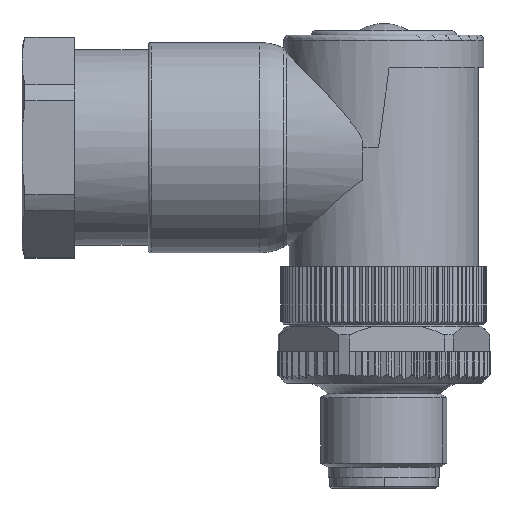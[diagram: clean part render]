
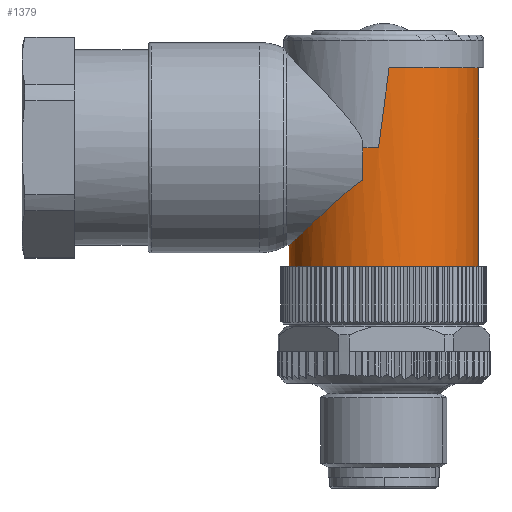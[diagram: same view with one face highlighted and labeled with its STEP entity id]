
A CAD part, left-side view. The second image highlights one B-rep face of the part: STEP entity #1379.
In plain terms, the highlighted cylindrical face has radius 9 mm (diameter 18 mm), a partial arc.
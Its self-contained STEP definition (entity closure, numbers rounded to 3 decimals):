
#1089=AXIS2_PLACEMENT_3D('Circle Axis2P3D',#1087,#1088,$) ;
#1346=AXIS2_PLACEMENT_3D('Cylinder Axis2P3D',#1343,#1344,#1345) ;
#1364=AXIS2_PLACEMENT_3D('Circle Axis2P3D',#1362,#1363,$) ;
#957=CARTESIAN_POINT('Vertex',(10.094,19.092,23.1)) ;
#961=CARTESIAN_POINT('Control Point',(10.094,19.092,23.1)) ;
#962=CARTESIAN_POINT('Control Point',(8.703,19.092,23.1)) ;
#963=CARTESIAN_POINT('Control Point',(7.336,18.807,23.36)) ;
#964=CARTESIAN_POINT('Control Point',(6.089,18.286,23.863)) ;
#965=CARTESIAN_POINT('Control Point',(5.027,17.622,24.518)) ;
#966=CARTESIAN_POINT('Control Point',(4.145,16.845,25.251)) ;
#967=CARTESIAN_POINT('Vertex',(4.145,16.845,25.251)) ;
#971=CARTESIAN_POINT('Control Point',(4.145,16.845,25.251)) ;
#972=CARTESIAN_POINT('Control Point',(3.41,16.197,25.864)) ;
#973=CARTESIAN_POINT('Control Point',(2.815,15.463,26.551)) ;
#974=CARTESIAN_POINT('Control Point',(2.349,14.677,27.251)) ;
#975=CARTESIAN_POINT('Vertex',(2.349,14.677,27.251)) ;
#979=CARTESIAN_POINT('Control Point',(2.349,14.677,27.251)) ;
#980=CARTESIAN_POINT('Control Point',(1.999,14.085,27.778)) ;
#981=CARTESIAN_POINT('Control Point',(1.706,13.47,28.323)) ;
#982=CARTESIAN_POINT('Control Point',(1.483,12.81,28.853)) ;
#983=CARTESIAN_POINT('Control Point',(1.319,12.092,29.319)) ;
#984=CARTESIAN_POINT('Vertex',(1.319,12.092,29.319)) ;
#1013=CARTESIAN_POINT('Vertex',(1.319,12.092,32.4)) ;
#1016=CARTESIAN_POINT('Line Origine',(1.319,12.092,30.86)) ;
#1034=CARTESIAN_POINT('Control Point',(1.319,12.092,32.4)) ;
#1035=CARTESIAN_POINT('Control Point',(1.252,11.796,32.4)) ;
#1036=CARTESIAN_POINT('Control Point',(1.197,11.498,32.4)) ;
#1037=CARTESIAN_POINT('Control Point',(1.154,11.196,32.4)) ;
#1038=CARTESIAN_POINT('Control Point',(1.125,10.894,32.4)) ;
#1039=CARTESIAN_POINT('Control Point',(1.108,10.592,32.4)) ;
#1040=CARTESIAN_POINT('Vertex',(1.108,10.592,32.4)) ;
#1061=CARTESIAN_POINT('Control Point',(1.108,9.592,40.)) ;
#1062=CARTESIAN_POINT('Control Point',(1.097,9.792,38.481)) ;
#1063=CARTESIAN_POINT('Control Point',(1.091,9.992,36.96)) ;
#1064=CARTESIAN_POINT('Control Point',(1.091,10.192,35.44)) ;
#1065=CARTESIAN_POINT('Control Point',(1.097,10.392,33.919)) ;
#1066=CARTESIAN_POINT('Control Point',(1.108,10.592,32.4)) ;
#1067=CARTESIAN_POINT('Vertex',(1.108,9.592,40.)) ;
#1087=CARTESIAN_POINT('Axis2P3D Location',(10.094,10.092,40.)) ;
#1091=CARTESIAN_POINT('Vertex',(10.094,1.092,40.)) ;
#1343=CARTESIAN_POINT('Axis2P3D Location',(10.094,10.092,18.)) ;
#1348=CARTESIAN_POINT('Line Origine',(10.094,1.092,18.)) ;
#1352=CARTESIAN_POINT('Vertex',(10.094,1.092,21.1)) ;
#1355=CARTESIAN_POINT('Line Origine',(10.094,19.092,18.)) ;
#1359=CARTESIAN_POINT('Vertex',(10.094,19.092,21.1)) ;
#1362=CARTESIAN_POINT('Axis2P3D Location',(10.094,10.092,21.1)) ;
#1017=DIRECTION('Vector Direction',(0.,0.,1.)) ;
#1088=DIRECTION('Axis2P3D Direction',(-0.,0.,-1.)) ;
#1344=DIRECTION('Axis2P3D Direction',(0.,-0.,1.)) ;
#1345=DIRECTION('Axis2P3D XDirection',(0.,1.,0.)) ;
#1349=DIRECTION('Vector Direction',(0.,0.,1.)) ;
#1356=DIRECTION('Vector Direction',(0.,0.,1.)) ;
#1363=DIRECTION('Axis2P3D Direction',(0.,-0.,1.)) ;
#1018=VECTOR('Line Direction',#1017,1.) ;
#1350=VECTOR('Line Direction',#1349,1.) ;
#1357=VECTOR('Line Direction',#1356,1.) ;
#1368=ORIENTED_EDGE('',*,*,#1354,.T.) ;
#1369=ORIENTED_EDGE('',*,*,#1093,.T.) ;
#1370=ORIENTED_EDGE('',*,*,#1069,.T.) ;
#1371=ORIENTED_EDGE('',*,*,#1042,.F.) ;
#1372=ORIENTED_EDGE('',*,*,#1020,.F.) ;
#1373=ORIENTED_EDGE('',*,*,#986,.F.) ;
#1374=ORIENTED_EDGE('',*,*,#977,.F.) ;
#1375=ORIENTED_EDGE('',*,*,#969,.F.) ;
#1376=ORIENTED_EDGE('',*,*,#1361,.T.) ;
#1377=ORIENTED_EDGE('',*,*,#1366,.T.) ;
#1379=ADVANCED_FACE('Hauptk\X2\00F6\X0\rper',(#1378),#1347,.T.) ;
#960=B_SPLINE_CURVE_WITH_KNOTS('',5,(#961,#962,#963,#964,#965,#966),.UNSPECIFIED.,.F.,.U.,(6,6),(0.,9.88),.UNSPECIFIED.) ;
#970=B_SPLINE_CURVE_WITH_KNOTS('',3,(#971,#972,#973,#974),.UNSPECIFIED.,.F.,.U.,(4,4),(0.,4.946),.UNSPECIFIED.) ;
#978=B_SPLINE_CURVE_WITH_KNOTS('',4,(#979,#980,#981,#982,#983),.UNSPECIFIED.,.F.,.U.,(5,5),(0.,4.956),.UNSPECIFIED.) ;
#1033=B_SPLINE_CURVE_WITH_KNOTS('',5,(#1034,#1035,#1036,#1037,#1038,#1039),.UNSPECIFIED.,.F.,.U.,(6,6),(0.,2.144),.UNSPECIFIED.) ;
#1060=B_SPLINE_CURVE_WITH_KNOTS('',5,(#1061,#1062,#1063,#1064,#1065,#1066),.UNSPECIFIED.,.F.,.U.,(6,6),(0.,10.89),.UNSPECIFIED.) ;
#1090=CIRCLE('generated circle',#1089,9.) ;
#1365=CIRCLE('generated circle',#1364,9.) ;
#1347=CYLINDRICAL_SURFACE('generated cylinder',#1346,9.) ;
#969=EDGE_CURVE('',#958,#968,#960,.T.) ;
#977=EDGE_CURVE('',#968,#976,#970,.T.) ;
#986=EDGE_CURVE('',#976,#985,#978,.T.) ;
#1020=EDGE_CURVE('',#985,#1014,#1019,.T.) ;
#1042=EDGE_CURVE('',#1014,#1041,#1033,.T.) ;
#1069=EDGE_CURVE('',#1068,#1041,#1060,.T.) ;
#1093=EDGE_CURVE('',#1092,#1068,#1090,.T.) ;
#1354=EDGE_CURVE('',#1353,#1092,#1351,.T.) ;
#1361=EDGE_CURVE('',#958,#1360,#1358,.F.) ;
#1366=EDGE_CURVE('',#1360,#1353,#1365,.T.) ;
#1367=EDGE_LOOP('',(#1368,#1369,#1370,#1371,#1372,#1373,#1374,#1375,#1376,#1377)) ;
#1378=FACE_OUTER_BOUND('',#1367,.T.) ;
#1019=LINE('Line',#1016,#1018) ;
#1351=LINE('Line',#1348,#1350) ;
#1358=LINE('Line',#1355,#1357) ;
#958=VERTEX_POINT('',#957) ;
#968=VERTEX_POINT('',#967) ;
#976=VERTEX_POINT('',#975) ;
#985=VERTEX_POINT('',#984) ;
#1014=VERTEX_POINT('',#1013) ;
#1041=VERTEX_POINT('',#1040) ;
#1068=VERTEX_POINT('',#1067) ;
#1092=VERTEX_POINT('',#1091) ;
#1353=VERTEX_POINT('',#1352) ;
#1360=VERTEX_POINT('',#1359) ;
